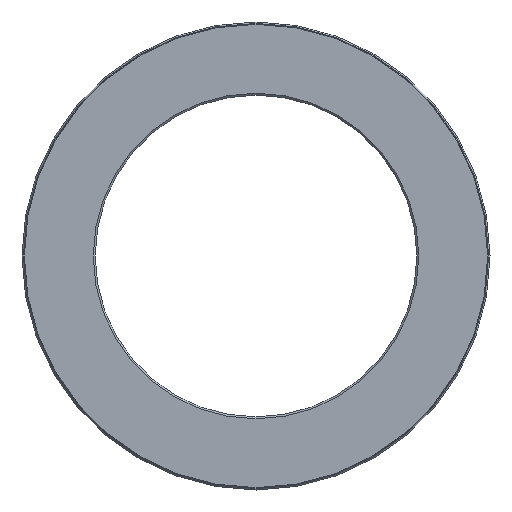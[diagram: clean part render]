
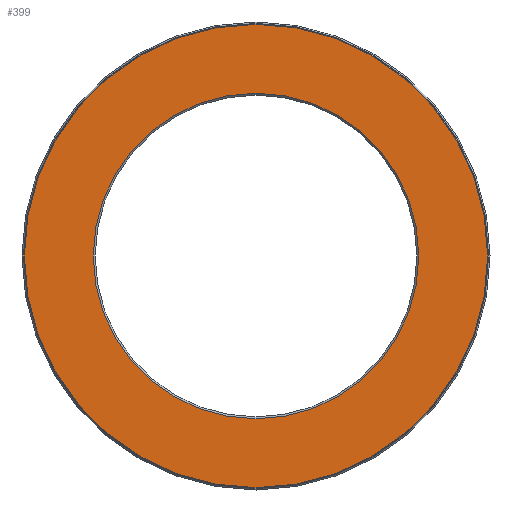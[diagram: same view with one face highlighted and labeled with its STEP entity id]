
A CAD part, front view. The second image highlights one B-rep face of the part: STEP entity #399.
In plain terms, the highlighted planar face has unit normal (0, -1, 0).
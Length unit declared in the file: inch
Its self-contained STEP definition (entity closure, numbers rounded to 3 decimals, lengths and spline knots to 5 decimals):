
#3 = FACE_BOUND ( 'NONE', #249, .T. ) ;
#25 = PLANE ( 'NONE',  #391 ) ;
#29 = CARTESIAN_POINT ( 'NONE',  ( 0., 0., 0. ) ) ;
#57 = DIRECTION ( 'NONE',  ( 0., 0., 1. ) ) ;
#90 = ORIENTED_EDGE ( 'NONE', *, *, #99, .F. ) ;
#99 = EDGE_CURVE ( 'NONE', #466, #466, #453, .T. ) ;
#113 = DIRECTION ( 'NONE',  ( 0., 1., 0. ) ) ;
#115 = DIRECTION ( 'NONE',  ( 0., 0., 1. ) ) ;
#155 = CIRCLE ( 'NONE', #592, 1.73875 ) ;
#166 = VERTEX_POINT ( 'NONE', #397 ) ;
#247 = ORIENTED_EDGE ( 'NONE', *, *, #290, .T. ) ;
#249 = EDGE_LOOP ( 'NONE', ( #247 ) ) ;
#290 = EDGE_CURVE ( 'NONE', #166, #166, #155, .T. ) ;
#324 = DIRECTION ( 'NONE',  ( 0., 1., 0. ) ) ;
#382 = DIRECTION ( 'NONE',  ( 0., 1., 0. ) ) ;
#391 = AXIS2_PLACEMENT_3D ( 'NONE', #523, #113, #482 ) ;
#397 = CARTESIAN_POINT ( 'NONE',  ( 0., 0., 1.73875 ) ) ;
#399 = ADVANCED_FACE ( 'NONE', ( #440, #3 ), #25, .F. ) ;
#440 = FACE_OUTER_BOUND ( 'NONE', #565, .T. ) ;
#453 = CIRCLE ( 'NONE', #465, 2.475 ) ;
#461 = CARTESIAN_POINT ( 'NONE',  ( 0., 0., 2.475 ) ) ;
#465 = AXIS2_PLACEMENT_3D ( 'NONE', #514, #324, #57 ) ;
#466 = VERTEX_POINT ( 'NONE', #461 ) ;
#482 = DIRECTION ( 'NONE',  ( 0., 0., 1. ) ) ;
#514 = CARTESIAN_POINT ( 'NONE',  ( 0., 0., 0. ) ) ;
#523 = CARTESIAN_POINT ( 'NONE',  ( 0., 0., 0. ) ) ;
#565 = EDGE_LOOP ( 'NONE', ( #90 ) ) ;
#592 = AXIS2_PLACEMENT_3D ( 'NONE', #29, #382, #115 ) ;
